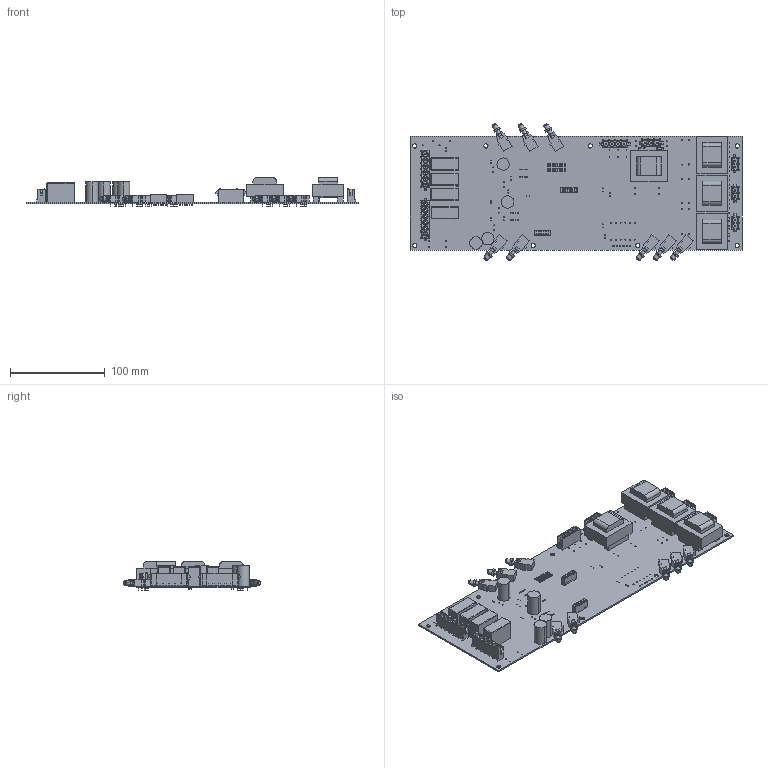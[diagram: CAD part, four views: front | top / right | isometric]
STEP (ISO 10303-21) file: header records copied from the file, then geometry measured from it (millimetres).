
FILE_DESCRIPTION (( 'STEP AP214' ), '1' );
FILE_NAME ('990-15435-00.STEP', '2015-03-19T22:20:17', ( 'wsmin' ), ( '' ), 'SwSTEP 2.0', 'SolidWorks 2014', '' );
FILE_SCHEMA (( 'AUTOMOTIVE_DESIGN' ));
Length unit declared in the file: millimetre
Products named in the file (1): 990-15435-00
Bounding box: 350 x 144.62 x 30.2 mm (x, y, z)
Surface area: 142908.9 mm2 (no closed solid volume)
Topology: 0 solids, 73 shells, 1801 faces, 5801 edges, 4156 vertices
Faces by surface type: cylinder 884, plane 871, cone 36, bspline 10
Entity records: 83714 total; most frequent: CARTESIAN_POINT 13464, DIRECTION 11184, ORIENTED_EDGE 10081, EDGE_CURVE 5791, VERTEX_POINT 4156, AXIS2_PLACEMENT_3D 3774, VECTOR 3636, LINE 3636
